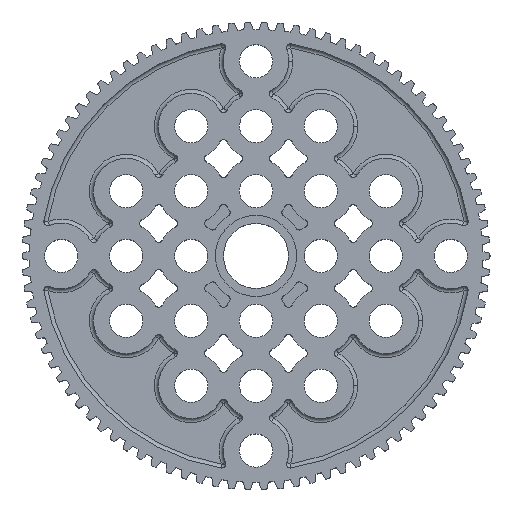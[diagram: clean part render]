
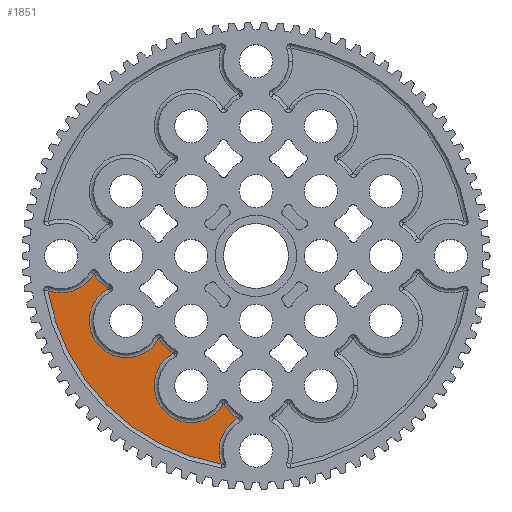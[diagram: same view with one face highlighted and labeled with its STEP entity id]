
A CAD part, top view. The second image highlights one B-rep face of the part: STEP entity #1851.
In plain terms, the highlighted planar face has unit normal (0, 0, 1).
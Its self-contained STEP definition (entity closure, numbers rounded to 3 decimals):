
#502 = VERTEX_POINT ( 'NONE', #23218 ) ;
#1065 = EDGE_CURVE ( 'NONE', #27479, #5458, #8712, .T. ) ;
#1566 = DIRECTION ( 'NONE',  ( 1., 0., 0. ) ) ;
#1622 = ORIENTED_EDGE ( 'NONE', *, *, #12727, .T. ) ;
#1851 = ADVANCED_FACE ( 'NONE', ( #7153 ), #22561, .T. ) ;
#2365 = DIRECTION ( 'NONE',  ( 1., 0., 0. ) ) ;
#2992 = DIRECTION ( 'NONE',  ( 0., 0., -1. ) ) ;
#3003 = DIRECTION ( 'NONE',  ( 0., 0., -1. ) ) ;
#3796 = DIRECTION ( 'NONE',  ( 0., 0., 1. ) ) ;
#4466 = CIRCLE ( 'NONE', #29808, 4.55 ) ;
#4491 = DIRECTION ( 'NONE',  ( 0., 0., 1. ) ) ;
#5458 = VERTEX_POINT ( 'NONE', #24008 ) ;
#5783 = DIRECTION ( 'NONE',  ( 0., 0., -1. ) ) ;
#6143 = VERTEX_POINT ( 'NONE', #36884 ) ;
#7153 = FACE_OUTER_BOUND ( 'NONE', #36771, .T. ) ;
#7564 = ORIENTED_EDGE ( 'NONE', *, *, #31656, .T. ) ;
#7777 = CIRCLE ( 'NONE', #15760, 4.55 ) ;
#8712 = CIRCLE ( 'NONE', #35002, 4.55 ) ;
#8798 = EDGE_CURVE ( 'NONE', #5458, #25844, #17740, .T. ) ;
#9255 = CARTESIAN_POINT ( 'NONE',  ( -20., -2.169, 1. ) ) ;
#9478 = VERTEX_POINT ( 'NONE', #11065 ) ;
#9665 = CARTESIAN_POINT ( 'NONE',  ( -10.169, -12., 1. ) ) ;
#10346 = CARTESIAN_POINT ( 'NONE',  ( -4.239, -25.652, 1. ) ) ;
#11065 = CARTESIAN_POINT ( 'NONE',  ( -18.169, -4., 1. ) ) ;
#11850 = VERTEX_POINT ( 'NONE', #9665 ) ;
#12727 = EDGE_CURVE ( 'NONE', #11850, #32903, #30460, .T. ) ;
#13036 = DIRECTION ( 'NONE',  ( 0., 0., -1. ) ) ;
#13585 = CARTESIAN_POINT ( 'NONE',  ( 0., -16., 1. ) ) ;
#15435 = ORIENTED_EDGE ( 'NONE', *, *, #17234, .T. ) ;
#15760 = AXIS2_PLACEMENT_3D ( 'NONE', #13585, #35666, #16733 ) ;
#16681 = AXIS2_PLACEMENT_3D ( 'NONE', #39395, #20456, #1566 ) ;
#16733 = DIRECTION ( 'NONE',  ( 1., 0., 0. ) ) ;
#17071 = ORIENTED_EDGE ( 'NONE', *, *, #8798, .T. ) ;
#17234 = EDGE_CURVE ( 'NONE', #502, #6143, #7777, .T. ) ;
#17740 = CIRCLE ( 'NONE', #33483, 26. ) ;
#17954 = AXIS2_PLACEMENT_3D ( 'NONE', #21885, #2992, #25091 ) ;
#18643 = EDGE_CURVE ( 'NONE', #25844, #502, #25057, .T. ) ;
#20456 = DIRECTION ( 'NONE',  ( 0., 0., -1. ) ) ;
#21215 = ORIENTED_EDGE ( 'NONE', *, *, #25268, .T. ) ;
#21248 = DIRECTION ( 'NONE',  ( 0., 0., -1. ) ) ;
#21885 = CARTESIAN_POINT ( 'NONE',  ( 0., -24., 1. ) ) ;
#21893 = CARTESIAN_POINT ( 'NONE',  ( -16., 0., 1. ) ) ;
#22561 = PLANE ( 'NONE',  #40933 ) ;
#23218 = CARTESIAN_POINT ( 'NONE',  ( -2.169, -20., 1. ) ) ;
#23417 = CARTESIAN_POINT ( 'NONE',  ( 0., 0., 1. ) ) ;
#24008 = CARTESIAN_POINT ( 'NONE',  ( -25.652, -4.239, 1. ) ) ;
#24715 = CARTESIAN_POINT ( 'NONE',  ( -8., -8., 1. ) ) ;
#25057 = CIRCLE ( 'NONE', #17954, 4.55 ) ;
#25091 = DIRECTION ( 'NONE',  ( 1., 0., 0. ) ) ;
#25101 = DIRECTION ( 'NONE',  ( 1., 0., 0. ) ) ;
#25268 = EDGE_CURVE ( 'NONE', #32903, #9478, #4466, .T. ) ;
#25844 = VERTEX_POINT ( 'NONE', #10346 ) ;
#25916 = DIRECTION ( 'NONE',  ( -1., 0., 0. ) ) ;
#25966 = AXIS2_PLACEMENT_3D ( 'NONE', #21893, #3003, #25101 ) ;
#26606 = DIRECTION ( 'NONE',  ( 1., 0., 0. ) ) ;
#27479 = VERTEX_POINT ( 'NONE', #9255 ) ;
#27923 = DIRECTION ( 'NONE',  ( 1., 0., 0. ) ) ;
#28927 = CIRCLE ( 'NONE', #25966, 4.55 ) ;
#29808 = AXIS2_PLACEMENT_3D ( 'NONE', #31943, #13036, #35082 ) ;
#30224 = ORIENTED_EDGE ( 'NONE', *, *, #1065, .T. ) ;
#30460 = CIRCLE ( 'NONE', #33611, 4.55 ) ;
#30677 = ORIENTED_EDGE ( 'NONE', *, *, #18643, .T. ) ;
#31557 = CARTESIAN_POINT ( 'NONE',  ( -12., -10.169, 1. ) ) ;
#31656 = EDGE_CURVE ( 'NONE', #9478, #27479, #28927, .T. ) ;
#31943 = CARTESIAN_POINT ( 'NONE',  ( -16., -8., 1. ) ) ;
#32463 = ORIENTED_EDGE ( 'NONE', *, *, #39659, .T. ) ;
#32903 = VERTEX_POINT ( 'NONE', #31557 ) ;
#33150 = CIRCLE ( 'NONE', #16681, 4.55 ) ;
#33483 = AXIS2_PLACEMENT_3D ( 'NONE', #23417, #4491, #26606 ) ;
#33611 = AXIS2_PLACEMENT_3D ( 'NONE', #24715, #5783, #27923 ) ;
#35002 = AXIS2_PLACEMENT_3D ( 'NONE', #40232, #21248, #2365 ) ;
#35082 = DIRECTION ( 'NONE',  ( 1., 0., 0. ) ) ;
#35260 = CARTESIAN_POINT ( 'NONE',  ( -20., 0., 1. ) ) ;
#35666 = DIRECTION ( 'NONE',  ( 0., 0., -1. ) ) ;
#36771 = EDGE_LOOP ( 'NONE', ( #15435, #32463, #1622, #21215, #7564, #30224, #17071, #30677 ) ) ;
#36884 = CARTESIAN_POINT ( 'NONE',  ( -4., -18.169, 1. ) ) ;
#39395 = CARTESIAN_POINT ( 'NONE',  ( -8., -16., 1. ) ) ;
#39659 = EDGE_CURVE ( 'NONE', #6143, #11850, #33150, .T. ) ;
#40232 = CARTESIAN_POINT ( 'NONE',  ( -24., 0., 1. ) ) ;
#40933 = AXIS2_PLACEMENT_3D ( 'NONE', #35260, #3796, #25916 ) ;
